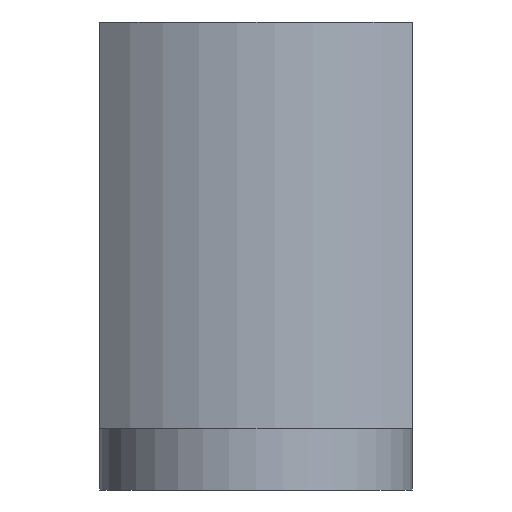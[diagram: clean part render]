
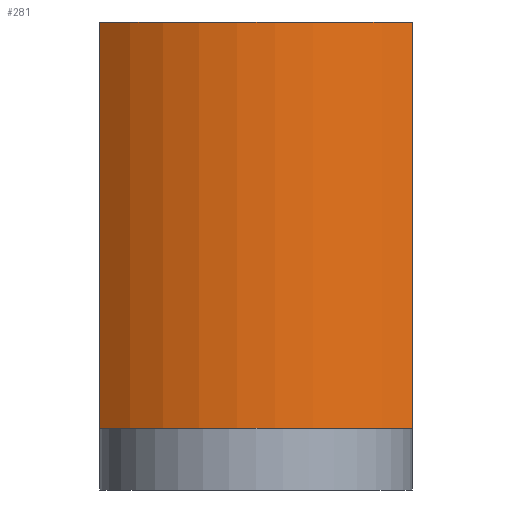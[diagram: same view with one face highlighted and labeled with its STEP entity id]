
A CAD part, front view. The second image highlights one B-rep face of the part: STEP entity #281.
In plain terms, the highlighted cylindrical face has radius 19 mm (diameter 38 mm), a partial arc.
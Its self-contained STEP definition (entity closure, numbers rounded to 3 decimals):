
#35 = CYLINDRICAL_SURFACE ( 'NONE', #801, 19. ) ;
#64 = DIRECTION ( 'NONE',  ( 0., 0., 1. ) ) ;
#73 = CARTESIAN_POINT ( 'NONE',  ( 0., 0., 5. ) ) ;
#157 = AXIS2_PLACEMENT_3D ( 'NONE', #294, #494, #496 ) ;
#168 = DIRECTION ( 'NONE',  ( 1., 0., 0. ) ) ;
#171 = DIRECTION ( 'NONE',  ( 1., 0., 0. ) ) ;
#193 = CIRCLE ( 'NONE', #355, 19. ) ;
#221 = EDGE_CURVE ( 'NONE', #1269, #554, #485, .T. ) ;
#269 = VECTOR ( 'NONE', #370, 1000. ) ;
#281 = ADVANCED_FACE ( 'NONE', ( #987 ), #35, .T. ) ;
#292 = ORIENTED_EDGE ( 'NONE', *, *, #829, .T. ) ;
#294 = CARTESIAN_POINT ( 'NONE',  ( 0., 0., 38. ) ) ;
#347 = EDGE_CURVE ( 'NONE', #890, #505, #677, .T. ) ;
#355 = AXIS2_PLACEMENT_3D ( 'NONE', #73, #376, #168 ) ;
#370 = DIRECTION ( 'NONE',  ( 0., 0., 1. ) ) ;
#376 = DIRECTION ( 'NONE',  ( 0., 0., 1. ) ) ;
#480 = CARTESIAN_POINT ( 'NONE',  ( 12.7, -14.132, 5. ) ) ;
#485 = LINE ( 'NONE', #644, #1204 ) ;
#494 = DIRECTION ( 'NONE',  ( 0., 0., 1. ) ) ;
#496 = DIRECTION ( 'NONE',  ( 1., 0., 0. ) ) ;
#505 = VERTEX_POINT ( 'NONE', #609 ) ;
#554 = VERTEX_POINT ( 'NONE', #916 ) ;
#609 = CARTESIAN_POINT ( 'NONE',  ( -12.7, -14.132, 38. ) ) ;
#637 = ORIENTED_EDGE ( 'NONE', *, *, #876, .F. ) ;
#644 = CARTESIAN_POINT ( 'NONE',  ( 12.7, -14.132, -23.957 ) ) ;
#653 = ORIENTED_EDGE ( 'NONE', *, *, #221, .T. ) ;
#676 = CARTESIAN_POINT ( 'NONE',  ( 0., 0., 43. ) ) ;
#677 = LINE ( 'NONE', #840, #269 ) ;
#733 = DIRECTION ( 'NONE',  ( 0., 0., 1. ) ) ;
#801 = AXIS2_PLACEMENT_3D ( 'NONE', #676, #64, #171 ) ;
#829 = EDGE_CURVE ( 'NONE', #890, #1269, #193, .T. ) ;
#840 = CARTESIAN_POINT ( 'NONE',  ( -12.7, -14.132, -23.957 ) ) ;
#876 = EDGE_CURVE ( 'NONE', #505, #554, #1116, .T. ) ;
#890 = VERTEX_POINT ( 'NONE', #1075 ) ;
#916 = CARTESIAN_POINT ( 'NONE',  ( 12.7, -14.132, 38. ) ) ;
#987 = FACE_OUTER_BOUND ( 'NONE', #1193, .T. ) ;
#1075 = CARTESIAN_POINT ( 'NONE',  ( -12.7, -14.132, 5. ) ) ;
#1116 = CIRCLE ( 'NONE', #157, 19. ) ;
#1161 = ORIENTED_EDGE ( 'NONE', *, *, #347, .F. ) ;
#1193 = EDGE_LOOP ( 'NONE', ( #637, #1161, #292, #653 ) ) ;
#1204 = VECTOR ( 'NONE', #733, 1000. ) ;
#1269 = VERTEX_POINT ( 'NONE', #480 ) ;
